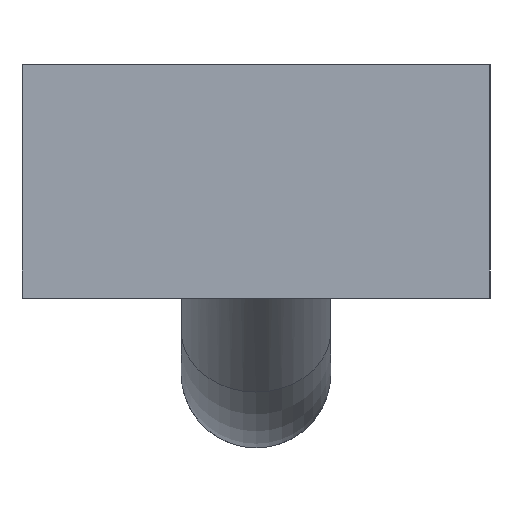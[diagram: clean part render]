
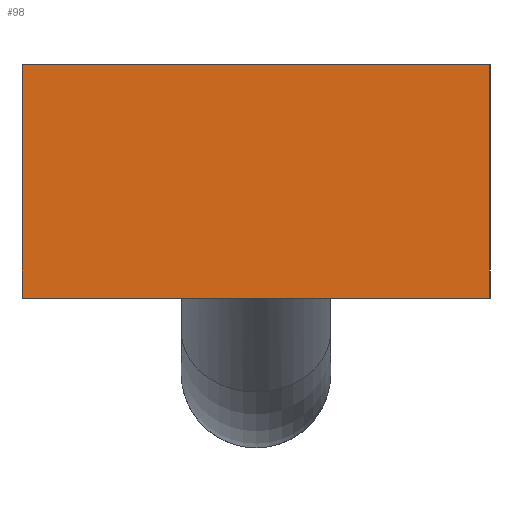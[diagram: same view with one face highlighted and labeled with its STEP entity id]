
A CAD part, left-side view. The second image highlights one B-rep face of the part: STEP entity #98.
In plain terms, the highlighted planar face has unit normal (-1, 0, 0).
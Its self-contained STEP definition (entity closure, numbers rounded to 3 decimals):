
#98 = ADVANCED_FACE( '', ( #180 ), #181, .T. );
#180 = FACE_OUTER_BOUND( '', #250, .T. );
#181 = PLANE( '', #251 );
#250 = EDGE_LOOP( '', ( #344, #345, #346, #347 ) );
#251 = AXIS2_PLACEMENT_3D( '', #348, #349, #350 );
#344 = ORIENTED_EDGE( '', *, *, #407, .F. );
#345 = ORIENTED_EDGE( '', *, *, #385, .F. );
#346 = ORIENTED_EDGE( '', *, *, #409, .T. );
#347 = ORIENTED_EDGE( '', *, *, #393, .T. );
#348 = CARTESIAN_POINT( '', ( -30., 5., -5. ) );
#349 = DIRECTION( '', ( -1., 0., 0. ) );
#350 = DIRECTION( '', ( 0., 0., 1. ) );
#385 = EDGE_CURVE( '', #426, #422, #428, .T. );
#393 = EDGE_CURVE( '', #442, #439, #443, .T. );
#407 = EDGE_CURVE( '', #422, #439, #461, .T. );
#409 = EDGE_CURVE( '', #426, #442, #463, .T. );
#422 = VERTEX_POINT( '', #476 );
#426 = VERTEX_POINT( '', #482 );
#428 = LINE( '', #485, #486 );
#439 = VERTEX_POINT( '', #554 );
#442 = VERTEX_POINT( '', #558 );
#443 = LINE( '', #559, #560 );
#461 = LINE( '', #635, #636 );
#463 = LINE( '', #638, #639 );
#476 = CARTESIAN_POINT( '', ( -30., 5., 0. ) );
#482 = CARTESIAN_POINT( '', ( -30., 5., -5. ) );
#485 = CARTESIAN_POINT( '', ( -30., 5., -5. ) );
#486 = VECTOR( '', #656, 1000. );
#554 = CARTESIAN_POINT( '', ( -30., -5., 0. ) );
#558 = CARTESIAN_POINT( '', ( -30., -5., -5. ) );
#559 = CARTESIAN_POINT( '', ( -30., -5., -5. ) );
#560 = VECTOR( '', #667, 1000. );
#635 = CARTESIAN_POINT( '', ( -30., 5., 0. ) );
#636 = VECTOR( '', #678, 1000. );
#638 = CARTESIAN_POINT( '', ( -30., 5., -5. ) );
#639 = VECTOR( '', #679, 1000. );
#656 = DIRECTION( '', ( 0., 0., 1. ) );
#667 = DIRECTION( '', ( 0., 0., 1. ) );
#678 = DIRECTION( '', ( 0., -1., 0. ) );
#679 = DIRECTION( '', ( 0., -1., 0. ) );
